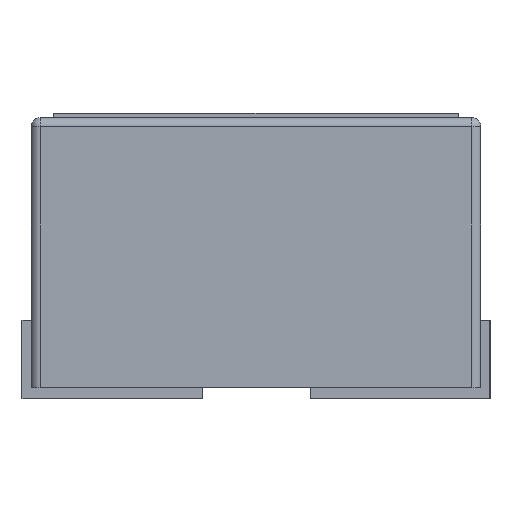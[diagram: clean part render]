
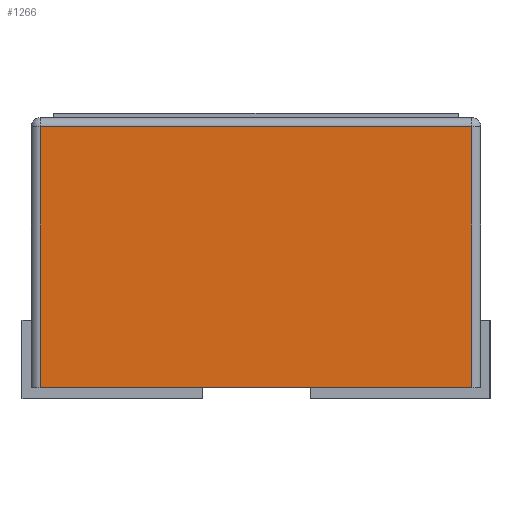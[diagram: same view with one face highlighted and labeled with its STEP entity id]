
A CAD part, left-side view. The second image highlights one B-rep face of the part: STEP entity #1266.
In plain terms, the highlighted planar face has unit normal (-1, 0, 0).
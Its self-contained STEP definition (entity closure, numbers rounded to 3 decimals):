
#60=PLANE('',#1396);
#137=FACE_OUTER_BOUND('',#223,.T.);
#223=EDGE_LOOP('',(#926,#927,#928,#929));
#306=LINE('',#1879,#459);
#308=LINE('',#1889,#461);
#310=LINE('',#1895,#463);
#311=LINE('',#1896,#464);
#459=VECTOR('',#1509,10.);
#461=VECTOR('',#1521,10.);
#463=VECTOR('',#1527,1.);
#464=VECTOR('',#1528,10.);
#632=VERTEX_POINT('',#1876);
#633=VERTEX_POINT('',#1878);
#636=VERTEX_POINT('',#1888);
#638=VERTEX_POINT('',#1894);
#743=EDGE_CURVE('',#632,#633,#306,.T.);
#748=EDGE_CURVE('',#633,#636,#308,.T.);
#751=EDGE_CURVE('',#632,#638,#310,.T.);
#752=EDGE_CURVE('',#636,#638,#311,.T.);
#926=ORIENTED_EDGE('',*,*,#743,.F.);
#927=ORIENTED_EDGE('',*,*,#751,.T.);
#928=ORIENTED_EDGE('',*,*,#752,.F.);
#929=ORIENTED_EDGE('',*,*,#748,.F.);
#1266=ADVANCED_FACE('',(#137),#60,.F.);
#1396=AXIS2_PLACEMENT_3D('',#1893,#1525,#1526);
#1509=DIRECTION('',(0.,0.,1.));
#1521=DIRECTION('',(0.,-1.,0.));
#1525=DIRECTION('center_axis',(1.,0.,0.));
#1526=DIRECTION('ref_axis',(0.,-1.,0.));
#1527=DIRECTION('',(0.,-1.,0.));
#1528=DIRECTION('',(0.,0.,-1.));
#1876=CARTESIAN_POINT('',(-1.25,0.48,0.));
#1878=CARTESIAN_POINT('',(-1.25,0.48,0.58));
#1879=CARTESIAN_POINT('',(-1.25,0.48,0.));
#1888=CARTESIAN_POINT('',(-1.25,-0.48,0.58));
#1889=CARTESIAN_POINT('',(-1.25,0.25,0.58));
#1893=CARTESIAN_POINT('Origin',(-1.25,0.5,0.));
#1894=CARTESIAN_POINT('',(-1.25,-0.48,0.));
#1895=CARTESIAN_POINT('',(-1.25,0.5,0.));
#1896=CARTESIAN_POINT('',(-1.25,-0.48,0.));
